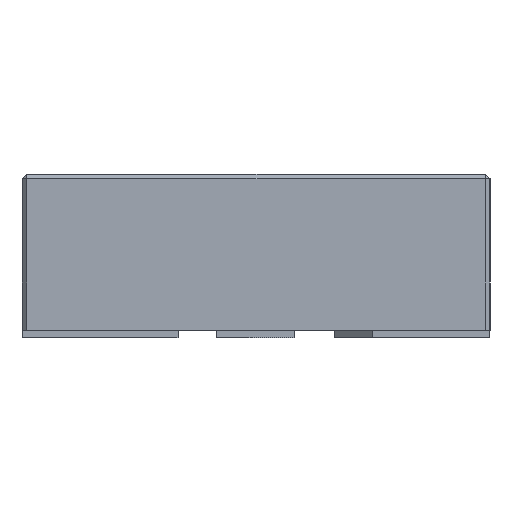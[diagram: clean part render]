
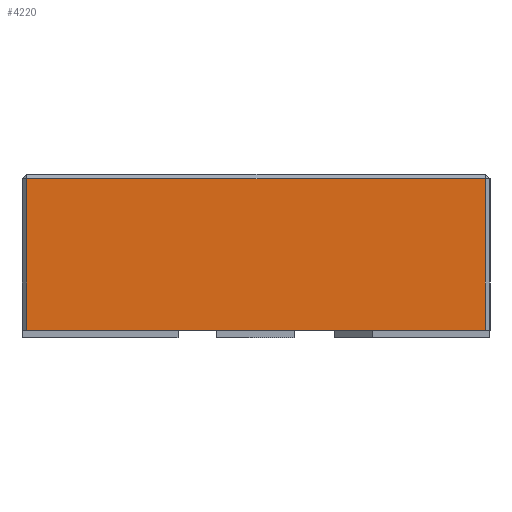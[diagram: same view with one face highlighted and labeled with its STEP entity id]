
A CAD part, left-side view. The second image highlights one B-rep face of the part: STEP entity #4220.
In plain terms, the highlighted planar face has unit normal (-1, 0, 0).
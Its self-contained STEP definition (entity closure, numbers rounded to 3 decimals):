
#488=FACE_OUTER_BOUND('',#740,.T.);
#740=EDGE_LOOP('',(#3779,#3780,#3781,#3782));
#1186=LINE('',#7529,#1642);
#1192=LINE('',#7542,#1648);
#1194=LINE('',#7545,#1650);
#1198=LINE('',#7553,#1654);
#1642=VECTOR('',#5215,10.);
#1648=VECTOR('',#5227,10.);
#1650=VECTOR('',#5231,10.);
#1654=VECTOR('',#5243,10.);
#2037=VERTEX_POINT('',#7519);
#2039=VERTEX_POINT('',#7525);
#2042=VERTEX_POINT('',#7535);
#2044=VERTEX_POINT('',#7540);
#2618=EDGE_CURVE('',#2037,#2039,#1186,.T.);
#2624=EDGE_CURVE('',#2044,#2042,#1192,.T.);
#2626=EDGE_CURVE('',#2042,#2037,#1194,.T.);
#2630=EDGE_CURVE('',#2039,#2044,#1198,.T.);
#3779=ORIENTED_EDGE('',*,*,#2618,.F.);
#3780=ORIENTED_EDGE('',*,*,#2626,.F.);
#3781=ORIENTED_EDGE('',*,*,#2624,.F.);
#3782=ORIENTED_EDGE('',*,*,#2630,.F.);
#3979=PLANE('',#4429);
#4220=ADVANCED_FACE('',(#488),#3979,.T.);
#4429=AXIS2_PLACEMENT_3D('',#7552,#5241,#5242);
#5215=DIRECTION('',(0.,0.,-1.));
#5227=DIRECTION('',(0.,0.,1.));
#5231=DIRECTION('',(0.,-1.,0.));
#5241=DIRECTION('center_axis',(-1.,0.,0.));
#5242=DIRECTION('ref_axis',(0.,-1.,0.));
#5243=DIRECTION('',(0.,1.,0.));
#7519=CARTESIAN_POINT('',(0.,-2.97,0.97));
#7525=CARTESIAN_POINT('',(0.,-2.97,0.));
#7529=CARTESIAN_POINT('',(0.,-2.97,0.));
#7535=CARTESIAN_POINT('',(0.,-0.03,0.97));
#7540=CARTESIAN_POINT('',(0.,-0.03,0.));
#7542=CARTESIAN_POINT('',(0.,-0.03,0.));
#7545=CARTESIAN_POINT('',(0.,-0.75,0.97));
#7552=CARTESIAN_POINT('Origin',(0.,0.,0.));
#7553=CARTESIAN_POINT('',(0.,-3.,0.));
